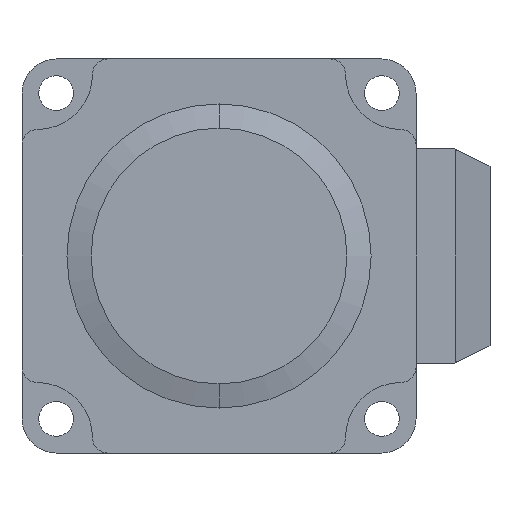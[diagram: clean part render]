
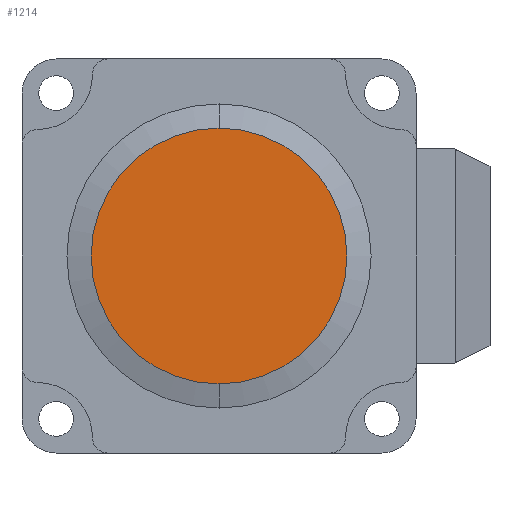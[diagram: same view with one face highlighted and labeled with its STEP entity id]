
A CAD part, front view. The second image highlights one B-rep face of the part: STEP entity #1214.
In plain terms, the highlighted planar face has unit normal (0, -1, 0).
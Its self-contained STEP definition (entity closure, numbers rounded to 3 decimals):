
#434 = CARTESIAN_POINT ( 'NONE',  ( 28.5, -105.5, -28.5 ) ) ;
#591 = ORIENTED_EDGE ( 'NONE', *, *, #2673, .F. ) ;
#738 = AXIS2_PLACEMENT_3D ( 'NONE', #930, #2441, #1150 ) ;
#771 = ORIENTED_EDGE ( 'NONE', *, *, #2131, .F. ) ;
#800 = DIRECTION ( 'NONE',  ( 0., 0., 1. ) ) ;
#930 = CARTESIAN_POINT ( 'NONE',  ( 28.5, -105.5, -28.5 ) ) ;
#1101 = DIRECTION ( 'NONE',  ( 0., 0., 1. ) ) ;
#1150 = DIRECTION ( 'NONE',  ( 0., 0., 1. ) ) ;
#1214 = ADVANCED_FACE ( 'NONE', ( #1874 ), #1320, .F. ) ;
#1266 = CARTESIAN_POINT ( 'NONE',  ( 28.5, -105.5, -28.5 ) ) ;
#1308 = VERTEX_POINT ( 'NONE', #1795 ) ;
#1320 = PLANE ( 'NONE',  #2277 ) ;
#1486 = DIRECTION ( 'NONE',  ( 0., 1., 0. ) ) ;
#1597 = CARTESIAN_POINT ( 'NONE',  ( 28.5, -105.5, -47. ) ) ;
#1598 = DIRECTION ( 'NONE',  ( 0., 1., 0. ) ) ;
#1795 = CARTESIAN_POINT ( 'NONE',  ( 28.5, -105.5, -10. ) ) ;
#1796 = VERTEX_POINT ( 'NONE', #1597 ) ;
#1874 = FACE_OUTER_BOUND ( 'NONE', #2076, .T. ) ;
#2060 = AXIS2_PLACEMENT_3D ( 'NONE', #1266, #1486, #800 ) ;
#2076 = EDGE_LOOP ( 'NONE', ( #771, #591 ) ) ;
#2131 = EDGE_CURVE ( 'NONE', #1308, #1796, #2778, .T. ) ;
#2277 = AXIS2_PLACEMENT_3D ( 'NONE', #434, #1598, #1101 ) ;
#2389 = CIRCLE ( 'NONE', #738, 18.5 ) ;
#2441 = DIRECTION ( 'NONE',  ( 0., 1., 0. ) ) ;
#2673 = EDGE_CURVE ( 'NONE', #1796, #1308, #2389, .T. ) ;
#2778 = CIRCLE ( 'NONE', #2060, 18.5 ) ;
